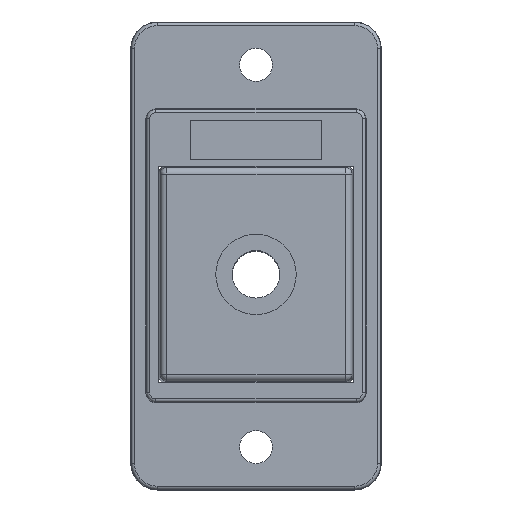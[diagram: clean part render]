
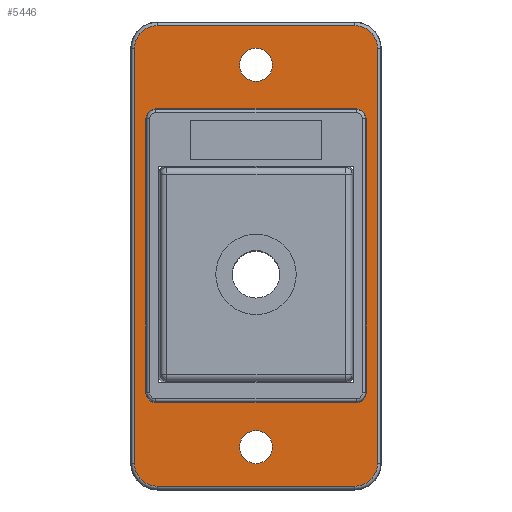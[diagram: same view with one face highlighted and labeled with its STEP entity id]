
A CAD part, top view. The second image highlights one B-rep face of the part: STEP entity #5446.
In plain terms, the highlighted planar face has unit normal (0, 0, 1).
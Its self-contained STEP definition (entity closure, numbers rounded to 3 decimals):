
#63=CIRCLE('',#5750,0.75);
#64=CIRCLE('',#5753,0.75);
#68=CIRCLE('',#5761,1.714);
#72=CIRCLE('',#5767,1.714);
#76=CIRCLE('',#5773,1.714);
#80=CIRCLE('',#5779,1.714);
#83=CIRCLE('',#5787,0.75);
#84=CIRCLE('',#5788,0.75);
#85=CIRCLE('',#5789,1.25);
#86=CIRCLE('',#5790,1.25);
#190=FACE_BOUND('',#575,.T.);
#191=FACE_BOUND('',#576,.T.);
#192=FACE_BOUND('',#577,.T.);
#278=FACE_OUTER_BOUND('',#574,.T.);
#574=EDGE_LOOP('',(#3631,#3632,#3633,#3634,#3635,#3636,#3637,#3638));
#575=EDGE_LOOP('',(#3639,#3640,#3641,#3642,#3643,#3644,#3645,#3646));
#576=EDGE_LOOP('',(#3647));
#577=EDGE_LOOP('',(#3648));
#924=LINE('',#7868,#1557);
#927=LINE('',#7876,#1560);
#937=LINE('',#7902,#1570);
#938=LINE('',#7913,#1571);
#940=LINE('',#7925,#1573);
#942=LINE('',#7937,#1575);
#951=LINE('',#7962,#1584);
#952=LINE('',#7966,#1585);
#1557=VECTOR('',#6251,10.);
#1560=VECTOR('',#6260,10.);
#1570=VECTOR('',#6278,10.);
#1571=VECTOR('',#6291,10.);
#1573=VECTOR('',#6305,10.);
#1575=VECTOR('',#6319,10.);
#1584=VECTOR('',#6348,10.);
#1585=VECTOR('',#6351,10.);
#2192=VERTEX_POINT('',#7860);
#2193=VERTEX_POINT('',#7862);
#2194=VERTEX_POINT('',#7866);
#2195=VERTEX_POINT('',#7870);
#2196=VERTEX_POINT('',#7874);
#2205=VERTEX_POINT('',#7895);
#2208=VERTEX_POINT('',#7900);
#2210=VERTEX_POINT('',#7905);
#2212=VERTEX_POINT('',#7911);
#2214=VERTEX_POINT('',#7917);
#2216=VERTEX_POINT('',#7923);
#2218=VERTEX_POINT('',#7929);
#2220=VERTEX_POINT('',#7935);
#2226=VERTEX_POINT('',#7961);
#2227=VERTEX_POINT('',#7963);
#2228=VERTEX_POINT('',#7965);
#2229=VERTEX_POINT('',#7968);
#2230=VERTEX_POINT('',#7970);
#2712=EDGE_CURVE('',#2192,#2193,#63,.F.);
#2715=EDGE_CURVE('',#2194,#2192,#924,.T.);
#2717=EDGE_CURVE('',#2195,#2194,#64,.F.);
#2719=EDGE_CURVE('',#2196,#2195,#927,.T.);
#2731=EDGE_CURVE('',#2208,#2205,#937,.T.);
#2733=EDGE_CURVE('',#2210,#2208,#68,.T.);
#2736=EDGE_CURVE('',#2212,#2210,#938,.T.);
#2739=EDGE_CURVE('',#2214,#2212,#72,.T.);
#2742=EDGE_CURVE('',#2216,#2214,#940,.T.);
#2745=EDGE_CURVE('',#2218,#2216,#76,.T.);
#2748=EDGE_CURVE('',#2220,#2218,#942,.T.);
#2751=EDGE_CURVE('',#2205,#2220,#80,.T.);
#2761=EDGE_CURVE('',#2193,#2226,#951,.T.);
#2762=EDGE_CURVE('',#2227,#2196,#83,.F.);
#2763=EDGE_CURVE('',#2228,#2227,#952,.T.);
#2764=EDGE_CURVE('',#2226,#2228,#84,.F.);
#2765=EDGE_CURVE('',#2229,#2229,#85,.T.);
#2766=EDGE_CURVE('',#2230,#2230,#86,.T.);
#3631=ORIENTED_EDGE('',*,*,#2731,.F.);
#3632=ORIENTED_EDGE('',*,*,#2733,.F.);
#3633=ORIENTED_EDGE('',*,*,#2736,.F.);
#3634=ORIENTED_EDGE('',*,*,#2739,.F.);
#3635=ORIENTED_EDGE('',*,*,#2742,.F.);
#3636=ORIENTED_EDGE('',*,*,#2745,.F.);
#3637=ORIENTED_EDGE('',*,*,#2748,.F.);
#3638=ORIENTED_EDGE('',*,*,#2751,.F.);
#3639=ORIENTED_EDGE('',*,*,#2761,.F.);
#3640=ORIENTED_EDGE('',*,*,#2712,.F.);
#3641=ORIENTED_EDGE('',*,*,#2715,.F.);
#3642=ORIENTED_EDGE('',*,*,#2717,.F.);
#3643=ORIENTED_EDGE('',*,*,#2719,.F.);
#3644=ORIENTED_EDGE('',*,*,#2762,.F.);
#3645=ORIENTED_EDGE('',*,*,#2763,.F.);
#3646=ORIENTED_EDGE('',*,*,#2764,.F.);
#3647=ORIENTED_EDGE('',*,*,#2765,.T.);
#3648=ORIENTED_EDGE('',*,*,#2766,.T.);
#4908=PLANE('',#5786);
#5446=ADVANCED_FACE('',(#278,#190,#191,#192),#4908,.T.);
#5750=AXIS2_PLACEMENT_3D('',#7863,#6245,#6246);
#5753=AXIS2_PLACEMENT_3D('',#7872,#6255,#6256);
#5761=AXIS2_PLACEMENT_3D('',#7907,#6283,#6284);
#5767=AXIS2_PLACEMENT_3D('',#7919,#6297,#6298);
#5773=AXIS2_PLACEMENT_3D('',#7931,#6311,#6312);
#5779=AXIS2_PLACEMENT_3D('',#7941,#6325,#6326);
#5786=AXIS2_PLACEMENT_3D('',#7960,#6346,#6347);
#5787=AXIS2_PLACEMENT_3D('',#7964,#6349,#6350);
#5788=AXIS2_PLACEMENT_3D('',#7967,#6352,#6353);
#5789=AXIS2_PLACEMENT_3D('',#7969,#6354,#6355);
#5790=AXIS2_PLACEMENT_3D('',#7971,#6356,#6357);
#6245=DIRECTION('center_axis',(0.,0.,-1.));
#6246=DIRECTION('ref_axis',(0.707,0.707,0.));
#6251=DIRECTION('',(0.,1.,0.));
#6255=DIRECTION('center_axis',(0.,0.,-1.));
#6256=DIRECTION('ref_axis',(0.707,-0.707,0.));
#6260=DIRECTION('',(1.,0.,0.));
#6278=DIRECTION('',(-1.,0.,0.));
#6283=DIRECTION('center_axis',(0.,0.,-1.));
#6284=DIRECTION('ref_axis',(0.707,-0.707,0.));
#6291=DIRECTION('',(0.,-1.,0.));
#6297=DIRECTION('center_axis',(0.,0.,-1.));
#6298=DIRECTION('ref_axis',(0.707,0.707,0.));
#6305=DIRECTION('',(1.,0.,0.));
#6311=DIRECTION('center_axis',(0.,0.,-1.));
#6312=DIRECTION('ref_axis',(-0.707,0.707,0.));
#6319=DIRECTION('',(0.,1.,0.));
#6325=DIRECTION('center_axis',(0.,0.,-1.));
#6326=DIRECTION('ref_axis',(-0.707,-0.707,0.));
#6346=DIRECTION('center_axis',(0.,0.,1.));
#6347=DIRECTION('ref_axis',(0.,-1.,0.));
#6348=DIRECTION('',(-1.,0.,0.));
#6349=DIRECTION('center_axis',(0.,0.,-1.));
#6350=DIRECTION('ref_axis',(-0.707,-0.707,0.));
#6351=DIRECTION('',(0.,-1.,0.));
#6352=DIRECTION('center_axis',(0.,0.,-1.));
#6353=DIRECTION('ref_axis',(-0.707,0.707,0.));
#6354=DIRECTION('center_axis',(0.,0.,-1.));
#6355=DIRECTION('ref_axis',(0.,-1.,0.));
#6356=DIRECTION('center_axis',(0.,0.,-1.));
#6357=DIRECTION('ref_axis',(0.,-1.,0.));
#7860=CARTESIAN_POINT('',(8.35,11.8,-2.8));
#7862=CARTESIAN_POINT('',(7.6,12.55,-2.8));
#7863=CARTESIAN_POINT('Origin',(7.6,11.8,-2.8));
#7866=CARTESIAN_POINT('',(8.35,-9.,-2.8));
#7868=CARTESIAN_POINT('',(8.35,6.975,-2.8));
#7870=CARTESIAN_POINT('',(7.6,-9.75,-2.8));
#7872=CARTESIAN_POINT('Origin',(7.6,-9.,-2.8));
#7874=CARTESIAN_POINT('',(-7.6,-9.75,-2.8));
#7876=CARTESIAN_POINT('',(4.175,-9.75,-2.8));
#7895=CARTESIAN_POINT('',(-7.5,-16.064,-2.8));
#7900=CARTESIAN_POINT('',(7.5,-16.064,-2.8));
#7902=CARTESIAN_POINT('',(4.75,-16.064,-2.8));
#7905=CARTESIAN_POINT('',(9.214,-14.35,-2.8));
#7907=CARTESIAN_POINT('Origin',(7.5,-14.35,-2.8));
#7911=CARTESIAN_POINT('',(9.214,17.15,-2.8));
#7913=CARTESIAN_POINT('',(9.214,10.275,-2.8));
#7917=CARTESIAN_POINT('',(7.5,18.864,-2.8));
#7919=CARTESIAN_POINT('Origin',(7.5,17.15,-2.8));
#7923=CARTESIAN_POINT('',(-7.5,18.864,-2.8));
#7925=CARTESIAN_POINT('',(-4.75,18.864,-2.8));
#7929=CARTESIAN_POINT('',(-9.214,17.15,-2.8));
#7931=CARTESIAN_POINT('Origin',(-7.5,17.15,-2.8));
#7935=CARTESIAN_POINT('',(-9.214,-14.35,-2.8));
#7937=CARTESIAN_POINT('',(-9.214,-7.475,-2.8));
#7941=CARTESIAN_POINT('Origin',(-7.5,-14.35,-2.8));
#7960=CARTESIAN_POINT('Origin',(0.,1.4,
-2.8));
#7961=CARTESIAN_POINT('',(-7.6,12.55,-2.8));
#7962=CARTESIAN_POINT('',(-4.175,12.55,-2.8));
#7963=CARTESIAN_POINT('',(-8.35,-9.,-2.8));
#7964=CARTESIAN_POINT('Origin',(-7.6,-9.,-2.8));
#7965=CARTESIAN_POINT('',(-8.35,11.8,-2.8));
#7966=CARTESIAN_POINT('',(-8.35,-4.175,-2.8));
#7967=CARTESIAN_POINT('Origin',(-7.6,11.8,-2.8));
#7968=CARTESIAN_POINT('',(0.,17.15,-2.8));
#7969=CARTESIAN_POINT('Origin',(0.,15.9,-2.8));
#7970=CARTESIAN_POINT('',(0.,-11.85,-2.8));
#7971=CARTESIAN_POINT('Origin',(0.,-13.1,-2.8));
